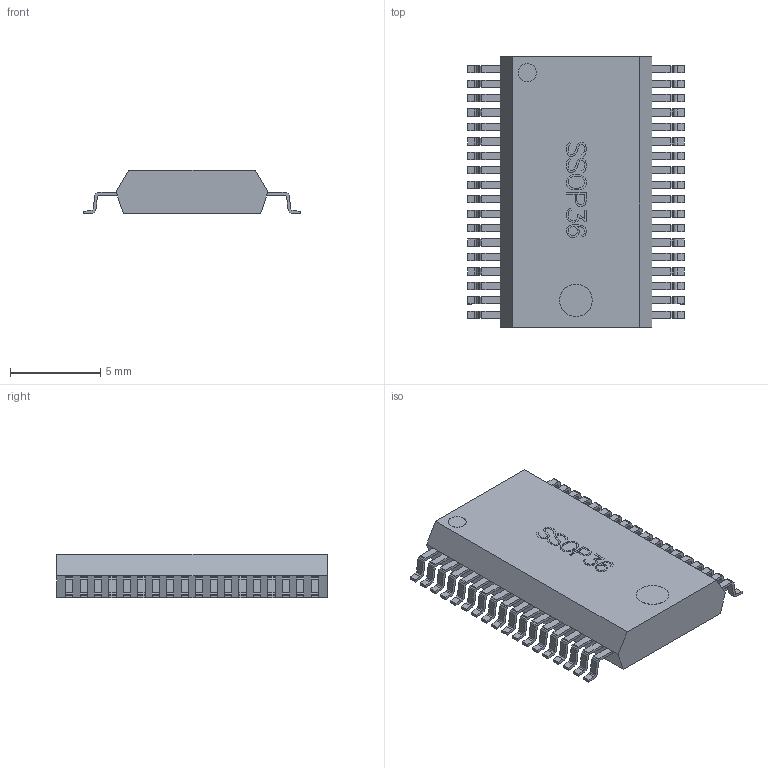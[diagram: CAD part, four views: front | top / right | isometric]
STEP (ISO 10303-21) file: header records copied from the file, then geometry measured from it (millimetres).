
FILE_DESCRIPTION (( 'STEP AP214' ), '1' );
FILE_NAME ('SW3dPS-SSOP36-P08.STEP', '2009-10-05T09:00:51', ( 'sysAdmin' ), ( 'SolidWorks' ), 'SwSTEP 2.0', 'SolidWorks 2009', '' );
FILE_SCHEMA (( 'AUTOMOTIVE_DESIGN' ));
Length unit declared in the file: millimetre
Products named in the file (27): SW3dPS-SSOP36-P08_Board4; SW3dPS-SSOP36-P08; SW3dPS-SSOP36-P08_Extruded9; SW3dPS-SSOP36-P08_Board3; SW3dPS-SSOP36-P08_450284625; SW3dPS-SSOP36-P08_Free-Models4; SW3dPS-SSOP36-P08_Free-Models3; SW3dPS-SSOP36-P08_PIN1; SW3dPS-SSOP36-P08_Extruded10; SW3dPS-SSOP36-P08_450285393; SW3dPS-SSOP36-P08_450062641; SW3dPS-SSOP36-P08_Extruded13; SW3dPS-SSOP36-P08_450287057; SW3dPS-SSOP36-P08_Cylinder2; SW3dPS-SSOP36-P08_Cylinder3; SW3dPS-SSOP36-P08_450063313; SW3dPS-SSOP36-P08_Extruded7; SW3dPS-SSOP36-P08_450284753; SW3dPS-SSOP36-P08_Free-Models5; SW3dPS-SSOP36-P08_Board5; SW3dPS-SSOP36-P08_450286545; SW3dPS-SSOP36-P08_Extruded8; SW3dPS-SSOP36-P08_450289489; SW3dPS-SSOP36-P08_BODY1; SW3dPS-SSOP36-P08_Extruded12; SW3dPS-SSOP36-P08_450286673; SW3dPS-SSOP36-P08_Extruded11
Assembly tree (62 placements, depth 6):
  SW3dPS-SSOP36-P08
    SW3dPS-SSOP36-P08_Board4
    SW3dPS-SSOP36-P08_Free-Models3
      SW3dPS-SSOP36-P08_PIN1  x36
        SW3dPS-SSOP36-P08_Board3
        SW3dPS-SSOP36-P08_Free-Models4
          SW3dPS-SSOP36-P08_450284625
            SW3dPS-SSOP36-P08_Extruded9
      SW3dPS-SSOP36-P08_450286545  x2
        SW3dPS-SSOP36-P08_Extruded12
      SW3dPS-SSOP36-P08_450285393
        SW3dPS-SSOP36-P08_Extruded10
      SW3dPS-SSOP36-P08_450287057
        SW3dPS-SSOP36-P08_Extruded13
      SW3dPS-SSOP36-P08_450289489
        SW3dPS-SSOP36-P08_Extruded8
      SW3dPS-SSOP36-P08_450062641
        SW3dPS-SSOP36-P08_Cylinder2
      SW3dPS-SSOP36-P08_BODY1
        SW3dPS-SSOP36-P08_Free-Models5
          SW3dPS-SSOP36-P08_450284753
            SW3dPS-SSOP36-P08_Extruded7
        SW3dPS-SSOP36-P08_Board5
      SW3dPS-SSOP36-P08_450286673
        SW3dPS-SSOP36-P08_Extruded11
      SW3dPS-SSOP36-P08_450063313
        SW3dPS-SSOP36-P08_Cylinder3
Bounding box: 12 x 15 x 2.44 mm (x, y, z)
Volume: 288.6 mm3; surface area: 457.4 mm2
Topology: 81 solids, 85 shells, 1161 faces, 2985 edges, 1990 vertices
Faces by surface type: plane 1157, cylinder 4
Entity records: 8724 total; most frequent: CARTESIAN_POINT 1424, DIRECTION 1316, ORIENTED_EDGE 1312, EDGE_CURVE 660, VECTOR 652, LINE 652, VERTEX_POINT 440, AXIS2_PLACEMENT_3D 332
